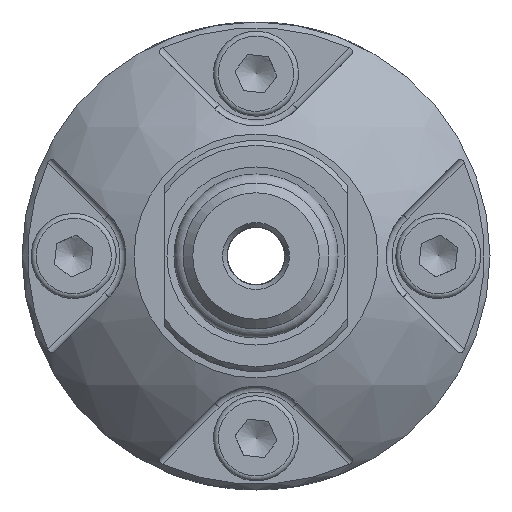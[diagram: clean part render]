
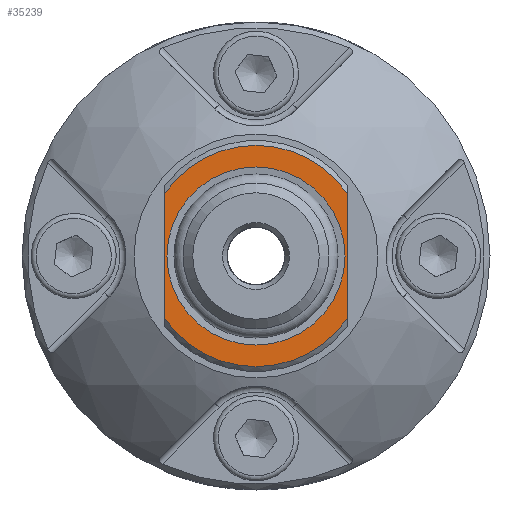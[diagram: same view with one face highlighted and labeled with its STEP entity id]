
A CAD part, left-side view. The second image highlights one B-rep face of the part: STEP entity #35239.
In plain terms, the highlighted planar face has unit normal (-1, 0, 0).
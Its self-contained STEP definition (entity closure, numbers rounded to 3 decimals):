
#34672=CARTESIAN_POINT('',(-19.6,7.5,-5.154));
#34673=VERTEX_POINT('',#34672);
#34687=CARTESIAN_POINT('',(-19.6,7.5,5.154));
#34688=VERTEX_POINT('',#34687);
#34689=CARTESIAN_POINT('',(-19.6,7.5,5.154));
#34690=DIRECTION('',(0.0,0.0,-1.0));
#34691=VECTOR('',#34690,10.307);
#34692=LINE('',#34689,#34691);
#34693=EDGE_CURVE('',#34688,#34673,#34692,.T.);
#34881=CARTESIAN_POINT('',(-19.6,-7.5,5.154));
#34882=VERTEX_POINT('',#34881);
#34883=CARTESIAN_POINT('',(-19.6,0.0,0.));
#34884=DIRECTION('',(1.0,0.0,0.0));
#34885=DIRECTION('',(0.0,1.0,0.0));
#34886=AXIS2_PLACEMENT_3D('',#34883,#34884,#34885);
#34887=CIRCLE('',#34886,9.1);
#34888=EDGE_CURVE('',#34688,#34882,#34887,.T.);
#34915=CARTESIAN_POINT('',(-19.6,-7.5,-5.154));
#34916=VERTEX_POINT('',#34915);
#34917=CARTESIAN_POINT('',(-19.6,-7.5,-5.154));
#34918=DIRECTION('',(0.0,0.0,1.0));
#34919=VECTOR('',#34918,10.307);
#34920=LINE('',#34917,#34919);
#34921=EDGE_CURVE('',#34916,#34882,#34920,.T.);
#35195=CARTESIAN_POINT('',(-19.6,0.0,0.));
#35196=DIRECTION('',(1.0,0.0,0.0));
#35197=DIRECTION('',(0.0,1.0,0.0));
#35198=AXIS2_PLACEMENT_3D('',#35195,#35196,#35197);
#35199=CIRCLE('',#35198,9.1);
#35200=EDGE_CURVE('',#34916,#34673,#35199,.T.);
#35217=CARTESIAN_POINT('',(-19.6,0.0,-8.411));
#35218=DIRECTION('',(1.0,0.0,0.0));
#35219=DIRECTION('',(0.0,0.0,1.0));
#35220=AXIS2_PLACEMENT_3D('',#35217,#35218,#35219);
#35221=PLANE('',#35220);
#35222=ORIENTED_EDGE('',*,*,#34693,.T.);
#35223=ORIENTED_EDGE('',*,*,#35200,.F.);
#35224=ORIENTED_EDGE('',*,*,#34921,.T.);
#35225=ORIENTED_EDGE('',*,*,#34888,.F.);
#35226=EDGE_LOOP('',(#35222,#35223,#35224,#35225));
#35227=FACE_OUTER_BOUND('',#35226,.T.);
#35228=CARTESIAN_POINT('',(-19.6,0.0,-7.323));
#35229=VERTEX_POINT('',#35228);
#35230=CARTESIAN_POINT('',(-19.6,0.0,0.));
#35231=DIRECTION('',(-1.0,0.0,0.0));
#35232=DIRECTION('',(0.0,0.0,-1.0));
#35233=AXIS2_PLACEMENT_3D('',#35230,#35231,#35232);
#35234=CIRCLE('',#35233,7.323);
#35235=EDGE_CURVE('',#35229,#35229,#35234,.T.);
#35236=ORIENTED_EDGE('',*,*,#35235,.F.);
#35237=EDGE_LOOP('',(#35236));
#35238=FACE_BOUND('',#35237,.T.);
#35239=ADVANCED_FACE('',(#35227,#35238),#35221,.F.);
